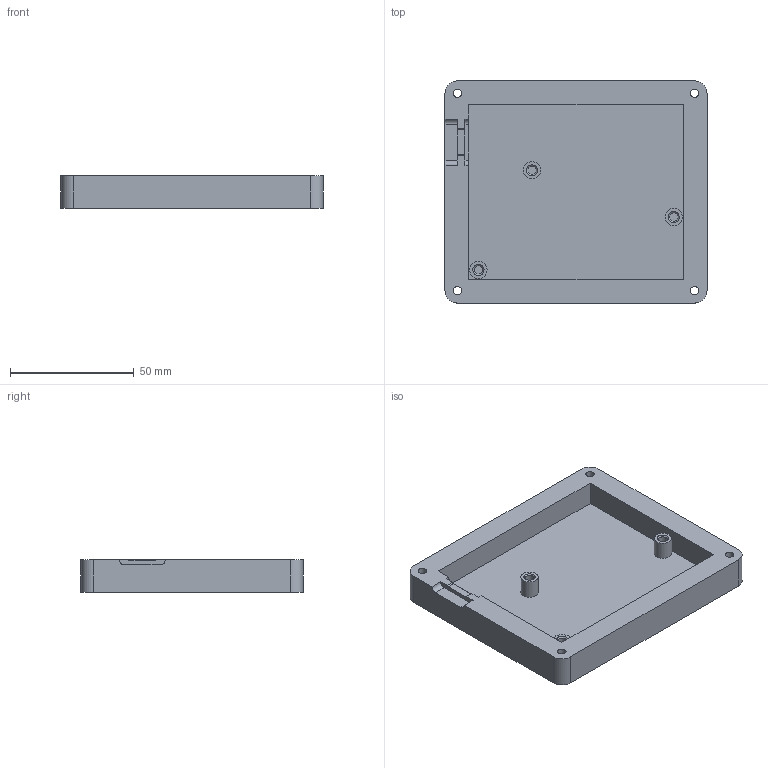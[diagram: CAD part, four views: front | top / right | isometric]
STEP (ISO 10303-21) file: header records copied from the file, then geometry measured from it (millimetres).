
FILE_DESCRIPTION(/* description */ (''),/* implementation_level */ '2;1');
FILE_NAME(/* name */ '87be5bad-83ca-4bbb-8233-46cffcf81844.stp',/* time_stamp */ '2026-02-11T17:07:17Z',/* author */ (''),/* organization */ (''),/* preprocessor_version */ 'ST-DEVELOPER v20.1',/* originating_system */ 'Autodesk Translation Framework v14.24.0.0',/* authorisation */ '');
FILE_SCHEMA (('AUTOMOTIVE_DESIGN { 1 0 10303 214 3 1 1 }'));
Length unit declared in the file: millimetre
Products named in the file (1): 2026-01-27-15-27-34-169
Bounding box: 105.72 x 89.64 x 13 mm (x, y, z)
Volume: 61397.8 mm3; surface area: 28302.2 mm2
Topology: 1 solids, 1 shells, 53 faces, 120 edges, 79 vertices
Faces by surface type: plane 26, cylinder 24, cone 3
Full cylindrical faces by diameter (mm): 3.4 x4, 3.5 x3, 6 x4, 7 x3
Entity records: 1550 total; most frequent: DIRECTION 279, CARTESIAN_POINT 253, ORIENTED_EDGE 240, EDGE_CURVE 120, AXIS2_PLACEMENT_3D 105, VERTEX_POINT 79, EDGE_LOOP 71, LINE 69
